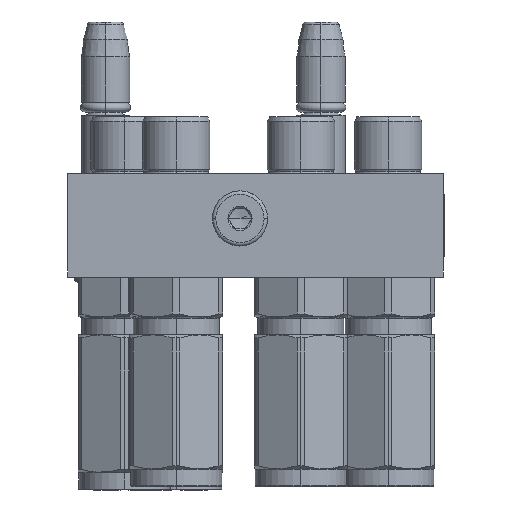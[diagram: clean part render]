
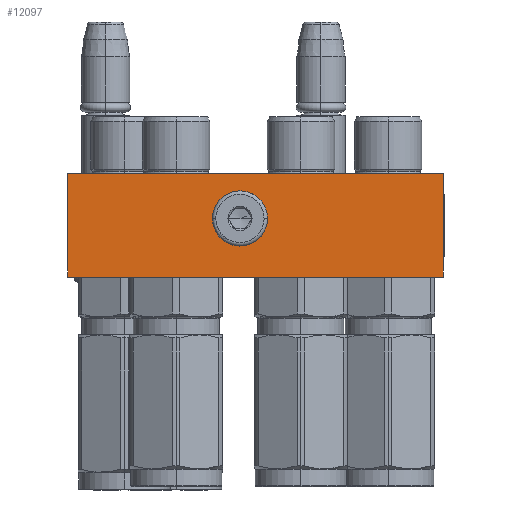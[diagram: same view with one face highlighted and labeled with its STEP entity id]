
A CAD part, front view. The second image highlights one B-rep face of the part: STEP entity #12097.
In plain terms, the highlighted face is planar.
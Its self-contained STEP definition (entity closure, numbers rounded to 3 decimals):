
#161 = VERTEX_POINT ( 'NONE', #23735 ) ;
#729 = CARTESIAN_POINT ( 'NONE',  ( -9.446, 14.679, -50. ) ) ;
#793 = VERTEX_POINT ( 'NONE', #40151 ) ;
#1317 = CARTESIAN_POINT ( 'NONE',  ( 0.553, 14.354, -50. ) ) ;
#1535 = CARTESIAN_POINT ( 'NONE',  ( -8.675, 9.793, -50. ) ) ;
#1676 = CARTESIAN_POINT ( 'NONE',  ( -3.815, 7.78, -50. ) ) ;
#2422 = CARTESIAN_POINT ( 'NONE',  ( 54.5, 0., -50. ) ) ;
#3315 = ORIENTED_EDGE ( 'NONE', *, *, #56380, .T. ) ;
#3907 = CARTESIAN_POINT ( 'NONE',  ( -54.5, 30., -50. ) ) ;
#4146 = CARTESIAN_POINT ( 'NONE',  ( 0.711, 13.344, -50. ) ) ;
#4537 = CARTESIAN_POINT ( 'NONE',  ( 0.72, 13., -50. ) ) ;
#5028 = LINE ( 'NONE', #13712, #55405 ) ;
#5526 = CARTESIAN_POINT ( 'NONE',  ( -0.325, 16.207, -50. ) ) ;
#5678 = CARTESIAN_POINT ( 'NONE',  ( 0.388, 11.16, -50. ) ) ;
#5717 = CARTESIAN_POINT ( 'NONE',  ( -9.686, 13.685, -50. ) ) ;
#5915 = CARTESIAN_POINT ( 'NONE',  ( 0.061, 15.63, -50. ) ) ;
#7825 = EDGE_CURVE ( 'NONE', #44035, #57661, #25993, .T. ) ;
#8133 = PLANE ( 'NONE',  #47876 ) ;
#9727 = CARTESIAN_POINT ( 'NONE',  ( -1.293, 17.175, -50. ) ) ;
#10120 = CARTESIAN_POINT ( 'NONE',  ( -9.061, 10.37, -50. ) ) ;
#10311 = CARTESIAN_POINT ( 'NONE',  ( -9.72, 12.827, -50. ) ) ;
#11261 = CARTESIAN_POINT ( 'NONE',  ( 0.586, 11.815, -50. ) ) ;
#11477 = LINE ( 'NONE', #18837, #23045 ) ;
#11659 = CARTESIAN_POINT ( 'NONE',  ( 54.5, 0., -50. ) ) ;
#12097 = ADVANCED_FACE ( 'NONE', ( #29008, #50615 ), #8133, .T. ) ;
#12531 = VERTEX_POINT ( 'NONE', #11659 ) ;
#13712 = CARTESIAN_POINT ( 'NONE',  ( 54.5, 30., -50. ) ) ;
#14717 = CARTESIAN_POINT ( 'NONE',  ( -4.5, 7.78, -50. ) ) ;
#14765 = ORIENTED_EDGE ( 'NONE', *, *, #32530, .T. ) ;
#14949 = CARTESIAN_POINT ( 'NONE',  ( -7.707, 17.175, -50. ) ) ;
#15164 = CARTESIAN_POINT ( 'NONE',  ( -9.454, 11.319, -50. ) ) ;
#16314 = CARTESIAN_POINT ( 'NONE',  ( 0.719, 12.654, -50. ) ) ;
#17447 = CARTESIAN_POINT ( 'NONE',  ( -54.5, 0., -50. ) ) ;
#18188 = CARTESIAN_POINT ( 'NONE',  ( 0.653, 13.85, -50. ) ) ;
#18211 = EDGE_LOOP ( 'NONE', ( #51676, #34795, #3315 ) ) ;
#18347 = DIRECTION ( 'NONE',  ( -1., 0., 0. ) ) ;
#18782 = CARTESIAN_POINT ( 'NONE',  ( 0.72, 13.173, -50. ) ) ;
#18837 = CARTESIAN_POINT ( 'NONE',  ( 54.5, 0., -50. ) ) ;
#18979 = CARTESIAN_POINT ( 'NONE',  ( -9.545, 14.353, -50. ) ) ;
#18985 = CARTESIAN_POINT ( 'NONE',  ( -9.678, 12.317, -50. ) ) ;
#19310 = CARTESIAN_POINT ( 'NONE',  ( -3.135, 7.916, -50. ) ) ;
#19759 = CARTESIAN_POINT ( 'NONE',  ( -5.185, 7.78, -50. ) ) ;
#22206 = EDGE_LOOP ( 'NONE', ( #35737, #38174, #47752, #14765 ) ) ;
#22457 = DIRECTION ( 'NONE',  ( 0., 1., 0. ) ) ;
#23045 = VECTOR ( 'NONE', #42375, 1000. ) ;
#23735 = CARTESIAN_POINT ( 'NONE',  ( 0.72, 13., -50. ) ) ;
#23836 = CARTESIAN_POINT ( 'NONE',  ( -9.711, 12.656, -50. ) ) ;
#23975 = CARTESIAN_POINT ( 'NONE',  ( -1.293, 8.825, -50. ) ) ;
#24399 = CARTESIAN_POINT ( 'NONE',  ( -9.388, 14.84, -50. ) ) ;
#25005 = B_SPLINE_CURVE_WITH_KNOTS ( 'NONE', 3,
 ( #4537, #18782, #4146, #45622, #18188, #1317, #33475, #5915, #5526, #9727, #51198, #46610, #41920, #38102, #56195, #33275, #14949, #28470, #32889, #24399, #729, #18979, #28668, #5717, #55806, #47387 ),
 .UNSPECIFIED., .F., .F.,
 ( 4, 2, 2, 2, 2, 2, 2, 2, 2, 2, 2, 2, 4 ),
 ( 0., 0.031, 0.062, 0.125, 0.25, 0.375, 0.5, 0.625, 0.75, 0.875, 0.906, 0.937, 1. ),
 .UNSPECIFIED. ) ;
#25863 = CARTESIAN_POINT ( 'NONE',  ( 54.5, 30., -50. ) ) ;
#25993 = B_SPLINE_CURVE_WITH_KNOTS ( 'NONE', 3,
 ( #42520, #10311, #23836, #18985, #32896, #42717, #15164, #10120, #1535, #37318, #47394, #42325, #19759, #28870 ),
 .UNSPECIFIED., .F., .F.,
 ( 4, 2, 2, 2, 2, 2, 4 ),
 ( 0., 0.031, 0.063, 0.125, 0.25, 0.375, 0.5 ),
 .UNSPECIFIED. ) ;
#26077 = EDGE_CURVE ( 'NONE', #793, #48850, #49434, .T. ) ;
#28470 = CARTESIAN_POINT ( 'NONE',  ( -8.675, 16.207, -50. ) ) ;
#28668 = CARTESIAN_POINT ( 'NONE',  ( -9.586, 14.185, -50. ) ) ;
#28870 = CARTESIAN_POINT ( 'NONE',  ( -4.5, 7.78, -50. ) ) ;
#28973 = B_SPLINE_CURVE_WITH_KNOTS ( 'NONE', 3,
 ( #14717, #1676, #19310, #52325, #23975, #56163, #29418, #5678, #33826, #37864, #11261, #39248, #16314, #57722 ),
 .UNSPECIFIED., .F., .F.,
 ( 4, 2, 2, 2, 2, 2, 4 ),
 ( 0.5, 0.625, 0.75, 0.875, 0.906, 0.938, 1. ),
 .UNSPECIFIED. ) ;
#29008 = FACE_BOUND ( 'NONE', #18211, .T. ) ;
#29203 = EDGE_CURVE ( 'NONE', #46511, #48850, #5028, .T. ) ;
#29418 = CARTESIAN_POINT ( 'NONE',  ( 0.061, 10.371, -50. ) ) ;
#30556 = CARTESIAN_POINT ( 'NONE',  ( -4.5, 7.78, -50. ) ) ;
#31088 = DIRECTION ( 'NONE',  ( -1., 0., 0. ) ) ;
#32530 = EDGE_CURVE ( 'NONE', #12531, #793, #47363, .T. ) ;
#32889 = CARTESIAN_POINT ( 'NONE',  ( -9.061, 15.629, -50. ) ) ;
#32896 = CARTESIAN_POINT ( 'NONE',  ( -9.653, 12.15, -50. ) ) ;
#33275 = CARTESIAN_POINT ( 'NONE',  ( -7.13, 17.561, -50. ) ) ;
#33475 = CARTESIAN_POINT ( 'NONE',  ( 0.454, 14.681, -50. ) ) ;
#33826 = CARTESIAN_POINT ( 'NONE',  ( 0.446, 11.321, -50. ) ) ;
#34795 = ORIENTED_EDGE ( 'NONE', *, *, #49109, .T. ) ;
#35737 = ORIENTED_EDGE ( 'NONE', *, *, #26077, .T. ) ;
#36484 = VECTOR ( 'NONE', #22457, 1000. ) ;
#37318 = CARTESIAN_POINT ( 'NONE',  ( -7.707, 8.825, -50. ) ) ;
#37864 = CARTESIAN_POINT ( 'NONE',  ( 0.545, 11.647, -50. ) ) ;
#38102 = CARTESIAN_POINT ( 'NONE',  ( -5.185, 18.22, -50. ) ) ;
#38174 = ORIENTED_EDGE ( 'NONE', *, *, #29203, .F. ) ;
#39248 = CARTESIAN_POINT ( 'NONE',  ( 0.686, 12.315, -50. ) ) ;
#40151 = CARTESIAN_POINT ( 'NONE',  ( -54.5, 0., -50. ) ) ;
#40324 = DIRECTION ( 'NONE',  ( 0., 0., -1. ) ) ;
#41920 = CARTESIAN_POINT ( 'NONE',  ( -3.815, 18.22, -50. ) ) ;
#42325 = CARTESIAN_POINT ( 'NONE',  ( -5.865, 7.915, -50. ) ) ;
#42375 = DIRECTION ( 'NONE',  ( 0., 1., 0. ) ) ;
#42520 = CARTESIAN_POINT ( 'NONE',  ( -9.72, 13., -50. ) ) ;
#42717 = CARTESIAN_POINT ( 'NONE',  ( -9.553, 11.646, -50. ) ) ;
#42760 = CARTESIAN_POINT ( 'NONE',  ( -9.72, 13., -50. ) ) ;
#44035 = VERTEX_POINT ( 'NONE', #42760 ) ;
#45622 = CARTESIAN_POINT ( 'NONE',  ( 0.678, 13.683, -50. ) ) ;
#45939 = VECTOR ( 'NONE', #57688, 1000. ) ;
#46511 = VERTEX_POINT ( 'NONE', #25863 ) ;
#46610 = CARTESIAN_POINT ( 'NONE',  ( -3.135, 18.085, -50. ) ) ;
#47363 = LINE ( 'NONE', #2422, #45939 ) ;
#47387 = CARTESIAN_POINT ( 'NONE',  ( -9.72, 13., -50. ) ) ;
#47394 = CARTESIAN_POINT ( 'NONE',  ( -7.13, 8.44, -50. ) ) ;
#47752 = ORIENTED_EDGE ( 'NONE', *, *, #59487, .F. ) ;
#47876 = AXIS2_PLACEMENT_3D ( 'NONE', #48799, #40324, #31088 ) ;
#48799 = CARTESIAN_POINT ( 'NONE',  ( 54.5, 0., -50. ) ) ;
#48850 = VERTEX_POINT ( 'NONE', #3907 ) ;
#49109 = EDGE_CURVE ( 'NONE', #57661, #161, #28973, .T. ) ;
#49434 = LINE ( 'NONE', #17447, #36484 ) ;
#50615 = FACE_OUTER_BOUND ( 'NONE', #22206, .T. ) ;
#51198 = CARTESIAN_POINT ( 'NONE',  ( -1.87, 17.56, -50. ) ) ;
#51676 = ORIENTED_EDGE ( 'NONE', *, *, #7825, .T. ) ;
#52325 = CARTESIAN_POINT ( 'NONE',  ( -1.87, 8.439, -50. ) ) ;
#55405 = VECTOR ( 'NONE', #18347, 1000. ) ;
#55806 = CARTESIAN_POINT ( 'NONE',  ( -9.719, 13.346, -50. ) ) ;
#56163 = CARTESIAN_POINT ( 'NONE',  ( -0.325, 9.793, -50. ) ) ;
#56195 = CARTESIAN_POINT ( 'NONE',  ( -5.865, 18.084, -50. ) ) ;
#56380 = EDGE_CURVE ( 'NONE', #161, #44035, #25005, .T. ) ;
#57661 = VERTEX_POINT ( 'NONE', #30556 ) ;
#57688 = DIRECTION ( 'NONE',  ( -1., 0., 0. ) ) ;
#57722 = CARTESIAN_POINT ( 'NONE',  ( 0.72, 13., -50. ) ) ;
#59487 = EDGE_CURVE ( 'NONE', #12531, #46511, #11477, .T. ) ;
